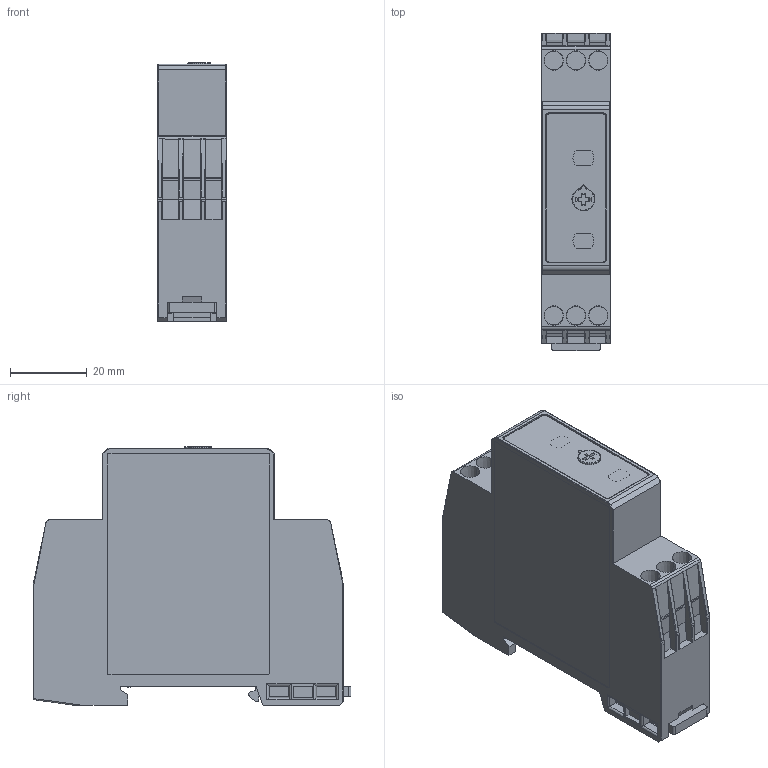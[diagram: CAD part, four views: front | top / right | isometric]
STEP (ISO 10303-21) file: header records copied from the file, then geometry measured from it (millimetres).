
FILE_DESCRIPTION(/* description */ (''),/* implementation_level */ '2;1');
FILE_NAME(/* name */ 'DPA53.stp',/* time_stamp */ '2017-01-25T14:22:10+01:00',/* author */ ('rtamburlin'),/* organization */ (''),/* preprocessor_version */ 'ST-DEVELOPER v16.5',/* originating_system */ 'Autodesk Inventor 2017',/* authorisation */ '');
FILE_SCHEMA (('AUTOMOTIVE_DESIGN { 1 0 10303 214 3 1 1 }'));
Length unit declared in the file: millimetre
Products named in the file (1): DPA53
Bounding box: 17.9 x 82.95 x 67.59 mm (x, y, z)
Volume: 77559.4 mm3; surface area: 16267.9 mm2
Topology: 1 solids, 7 shells, 449 faces, 1184 edges, 737 vertices
Faces by surface type: plane 223, cylinder 177, cone 34, torus 7, bspline 4, sphere 4
Full cylindrical faces by diameter (mm): 2 x1
Entity records: 18360 total; most frequent: CARTESIAN_POINT 6818, ORIENTED_EDGE 2326, DIRECTION 2299, EDGE_CURVE 1162, AXIS2_PLACEMENT_3D 778, LINE 743, VECTOR 743, VERTEX_POINT 737
